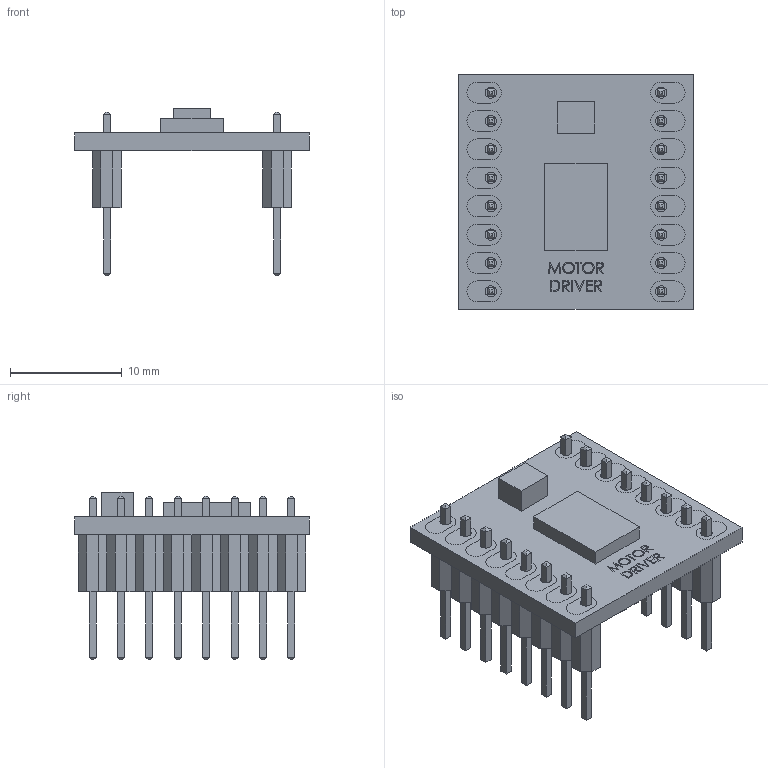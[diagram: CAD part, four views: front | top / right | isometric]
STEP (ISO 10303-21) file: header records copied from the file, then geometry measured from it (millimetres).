
FILE_DESCRIPTION (( 'STEP AP214' ), '1' );
FILE_NAME ('motordriver.STEP', '2022-08-12T10:27:05', ( '' ), ( '' ), 'SwSTEP 2.0', 'SolidWorks 2022', '' );
FILE_SCHEMA (( 'AUTOMOTIVE_DESIGN' ));
Length unit declared in the file: millimetre
Products named in the file (1): motordriver
Bounding box: 21 x 21 x 14.98 mm (x, y, z)
Volume: 1258.8 mm3; surface area: 2073.3 mm2
Topology: 1 solids, 1 shells, 503 faces, 1337 edges, 921 vertices
Faces by surface type: plane 471, cylinder 32
Entity records: 21582 total; most frequent: CARTESIAN_POINT 3470, ORIENTED_EDGE 2674, DIRECTION 2419, EDGE_CURVE 1337, LINE 1187, VECTOR 1187, VERTEX_POINT 921, AXIS2_PLACEMENT_3D 616
